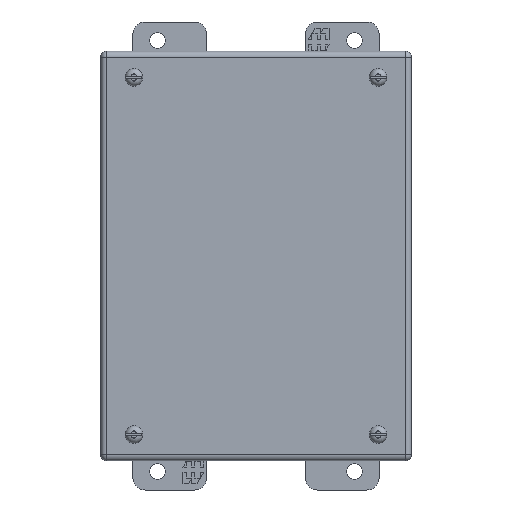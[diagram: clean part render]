
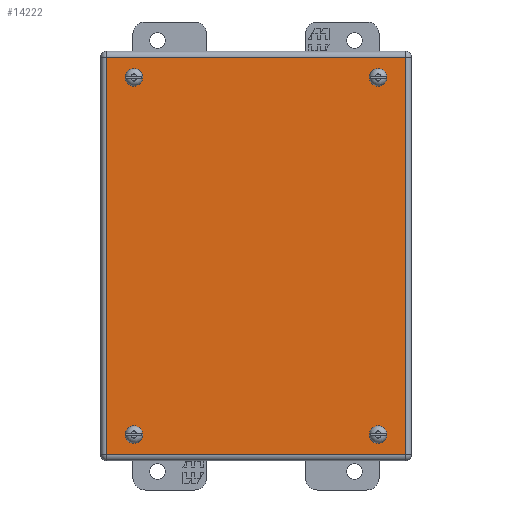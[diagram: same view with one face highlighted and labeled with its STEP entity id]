
A CAD part, front view. The second image highlights one B-rep face of the part: STEP entity #14222.
In plain terms, the highlighted planar face has unit normal (0, -1, 0).
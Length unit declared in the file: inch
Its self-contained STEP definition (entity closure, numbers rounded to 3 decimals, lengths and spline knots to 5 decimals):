
#241 = DIRECTION ( 'NONE',  ( 0., 1., 0. ) ) ;
#368 = LINE ( 'NONE', #2623, #12392 ) ;
#1173 = VERTEX_POINT ( 'NONE', #13931 ) ;
#1239 = DIRECTION ( 'NONE',  ( 0., 0., -1. ) ) ;
#1291 = EDGE_CURVE ( 'NONE', #9739, #9739, #8962, .T. ) ;
#1657 = EDGE_LOOP ( 'NONE', ( #10697 ) ) ;
#1814 = VECTOR ( 'NONE', #15086, 39.37008 ) ;
#2052 = CARTESIAN_POINT ( 'NONE',  ( 2.48, -3.67205, 3.501 ) ) ;
#2623 = CARTESIAN_POINT ( 'NONE',  ( 0., -3.67205, -4.03805 ) ) ;
#2767 = VECTOR ( 'NONE', #15052, 39.37008 ) ;
#2890 = EDGE_CURVE ( 'NONE', #6904, #6904, #8131, .T. ) ;
#3160 = CIRCLE ( 'NONE', #4723, 0.125 ) ;
#3337 = LINE ( 'NONE', #22969, #2767 ) ;
#3427 = EDGE_CURVE ( 'NONE', #9220, #1173, #22845, .T. ) ;
#3869 = DIRECTION ( 'NONE',  ( 0., -1., 0. ) ) ;
#3882 = ORIENTED_EDGE ( 'NONE', *, *, #20098, .T. ) ;
#4723 = AXIS2_PLACEMENT_3D ( 'NONE', #18180, #3869, #13606 ) ;
#5100 = FACE_BOUND ( 'NONE', #8364, .T. ) ;
#5183 = EDGE_CURVE ( 'NONE', #25679, #15374, #3337, .T. ) ;
#6562 = DIRECTION ( 'NONE',  ( 0., -1., 0. ) ) ;
#6663 = EDGE_LOOP ( 'NONE', ( #28552 ) ) ;
#6904 = VERTEX_POINT ( 'NONE', #9439 ) ;
#7828 = CARTESIAN_POINT ( 'NONE',  ( 0., -3.67205, 0. ) ) ;
#8131 = CIRCLE ( 'NONE', #9113, 0.125 ) ;
#8364 = EDGE_LOOP ( 'NONE', ( #15333 ) ) ;
#8962 = CIRCLE ( 'NONE', #13036, 0.125 ) ;
#9073 = ORIENTED_EDGE ( 'NONE', *, *, #5183, .T. ) ;
#9113 = AXIS2_PLACEMENT_3D ( 'NONE', #20827, #30650, #13503 ) ;
#9220 = VERTEX_POINT ( 'NONE', #23375 ) ;
#9439 = CARTESIAN_POINT ( 'NONE',  ( 2.48, -3.67205, -3.75173 ) ) ;
#9739 = VERTEX_POINT ( 'NONE', #2052 ) ;
#9844 = DIRECTION ( 'NONE',  ( -1., 0., 0. ) ) ;
#10147 = DIRECTION ( 'NONE',  ( 1., 0., 0. ) ) ;
#10697 = ORIENTED_EDGE ( 'NONE', *, *, #19173, .F. ) ;
#11131 = CARTESIAN_POINT ( 'NONE',  ( -2.48011, -3.67205, -3.75173 ) ) ;
#11248 = ORIENTED_EDGE ( 'NONE', *, *, #3427, .T. ) ;
#12392 = VECTOR ( 'NONE', #10147, 39.37008 ) ;
#12473 = CARTESIAN_POINT ( 'NONE',  ( 3.03737, -3.67205, 0. ) ) ;
#12568 = AXIS2_PLACEMENT_3D ( 'NONE', #7828, #241, #24587 ) ;
#13036 = AXIS2_PLACEMENT_3D ( 'NONE', #18294, #6562, #1239 ) ;
#13225 = VERTEX_POINT ( 'NONE', #11131 ) ;
#13503 = DIRECTION ( 'NONE',  ( 0., 0., -1. ) ) ;
#13606 = DIRECTION ( 'NONE',  ( 0., 0., -1. ) ) ;
#13634 = CARTESIAN_POINT ( 'NONE',  ( -3.03748, -3.67205, 4.03732 ) ) ;
#13931 = CARTESIAN_POINT ( 'NONE',  ( 3.03737, -3.67205, 4.03732 ) ) ;
#14159 = AXIS2_PLACEMENT_3D ( 'NONE', #17924, #20356, #15649 ) ;
#14222 = ADVANCED_FACE ( 'NONE', ( #19721, #27158, #20045, #5100, #19397 ), #14861, .F. ) ;
#14579 = VECTOR ( 'NONE', #9844, 39.37008 ) ;
#14861 = PLANE ( 'NONE',  #12568 ) ;
#15052 = DIRECTION ( 'NONE',  ( 0., 0., -1. ) ) ;
#15086 = DIRECTION ( 'NONE',  ( 0., 0., 1. ) ) ;
#15333 = ORIENTED_EDGE ( 'NONE', *, *, #1291, .F. ) ;
#15374 = VERTEX_POINT ( 'NONE', #29606 ) ;
#15649 = DIRECTION ( 'NONE',  ( 0., 0., -1. ) ) ;
#17924 = CARTESIAN_POINT ( 'NONE',  ( -2.48011, -3.67205, -3.62673 ) ) ;
#18180 = CARTESIAN_POINT ( 'NONE',  ( -2.48011, -3.67205, 3.626 ) ) ;
#18294 = CARTESIAN_POINT ( 'NONE',  ( 2.48, -3.67205, 3.626 ) ) ;
#18934 = CARTESIAN_POINT ( 'NONE',  ( 0., -3.67205, 4.03732 ) ) ;
#19173 = EDGE_CURVE ( 'NONE', #25544, #25544, #3160, .T. ) ;
#19397 = FACE_OUTER_BOUND ( 'NONE', #24743, .T. ) ;
#19721 = FACE_BOUND ( 'NONE', #22733, .T. ) ;
#20045 = FACE_BOUND ( 'NONE', #1657, .T. ) ;
#20098 = EDGE_CURVE ( 'NONE', #15374, #9220, #368, .T. ) ;
#20356 = DIRECTION ( 'NONE',  ( 0., -1., 0. ) ) ;
#20827 = CARTESIAN_POINT ( 'NONE',  ( 2.48, -3.67205, -3.62673 ) ) ;
#22290 = ORIENTED_EDGE ( 'NONE', *, *, #2890, .F. ) ;
#22733 = EDGE_LOOP ( 'NONE', ( #22290 ) ) ;
#22845 = LINE ( 'NONE', #12473, #1814 ) ;
#22969 = CARTESIAN_POINT ( 'NONE',  ( -3.03748, -3.67205, 0. ) ) ;
#23375 = CARTESIAN_POINT ( 'NONE',  ( 3.03737, -3.67205, -4.03805 ) ) ;
#24587 = DIRECTION ( 'NONE',  ( 0., 0., 1. ) ) ;
#24717 = LINE ( 'NONE', #18934, #14579 ) ;
#24743 = EDGE_LOOP ( 'NONE', ( #30852, #9073, #3882, #11248 ) ) ;
#25326 = EDGE_CURVE ( 'NONE', #13225, #13225, #28648, .T. ) ;
#25544 = VERTEX_POINT ( 'NONE', #31144 ) ;
#25679 = VERTEX_POINT ( 'NONE', #13634 ) ;
#27158 = FACE_BOUND ( 'NONE', #6663, .T. ) ;
#28552 = ORIENTED_EDGE ( 'NONE', *, *, #25326, .F. ) ;
#28648 = CIRCLE ( 'NONE', #14159, 0.125 ) ;
#29606 = CARTESIAN_POINT ( 'NONE',  ( -3.03748, -3.67205, -4.03805 ) ) ;
#30650 = DIRECTION ( 'NONE',  ( 0., -1., 0. ) ) ;
#30852 = ORIENTED_EDGE ( 'NONE', *, *, #31295, .T. ) ;
#31144 = CARTESIAN_POINT ( 'NONE',  ( -2.48011, -3.67205, 3.501 ) ) ;
#31295 = EDGE_CURVE ( 'NONE', #1173, #25679, #24717, .T. ) ;
